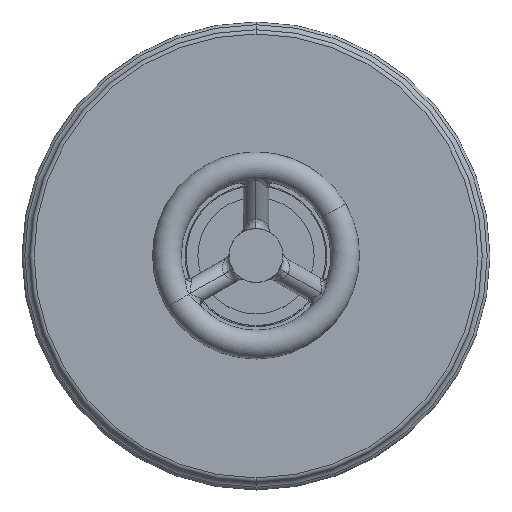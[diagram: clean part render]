
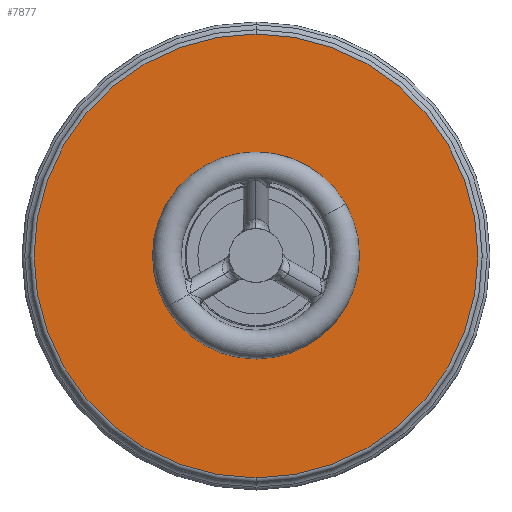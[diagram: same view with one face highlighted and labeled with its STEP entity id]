
A CAD part, top view. The second image highlights one B-rep face of the part: STEP entity #7877.
In plain terms, the highlighted planar face has unit normal (0, 0, 1).
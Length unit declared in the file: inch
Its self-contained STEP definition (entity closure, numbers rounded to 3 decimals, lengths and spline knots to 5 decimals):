
#45=CARTESIAN_POINT('',(0.,0.,0.313));
#46=DIRECTION('',(0.,0.,1.));
#47=DIRECTION('',(0.,1.,0.));
#48=AXIS2_PLACEMENT_3D('',#45,#46,#47);
#60=CARTESIAN_POINT('',(0.,0.,0.313));
#61=DIRECTION('',(0.,0.,-1.));
#62=DIRECTION('',(-1.,0.,0.));
#63=AXIS2_PLACEMENT_3D('',#60,#61,#62);
#65=CARTESIAN_POINT('',(0.,0.,0.313));
#66=DIRECTION('',(0.,0.,-1.));
#67=DIRECTION('',(1.,0.,0.));
#68=AXIS2_PLACEMENT_3D('',#65,#66,#67);
#70=CARTESIAN_POINT('',(0.,0.,0.313));
#71=DIRECTION('',(0.,0.,1.));
#72=DIRECTION('',(0.,-1.,0.));
#73=AXIS2_PLACEMENT_3D('',#70,#71,#72);
#6762=CARTESIAN_POINT('',(0.,-3.08284,0.313));
#6763=CARTESIAN_POINT('',(0.,3.08284,0.313));
#6764=VERTEX_POINT('',#6762);
#6765=VERTEX_POINT('',#6763);
#6770=CARTESIAN_POINT('',(-1.12,0.,0.313));
#6771=CARTESIAN_POINT('',(1.12,0.,0.313));
#6772=VERTEX_POINT('',#6770);
#6773=VERTEX_POINT('',#6771);
#7861=CARTESIAN_POINT('',(0.,0.,0.313));
#7862=DIRECTION('',(0.,0.,-1.));
#7863=DIRECTION('',(0.,-1.,0.));
#7864=AXIS2_PLACEMENT_3D('',#7861,#7862,#7863);
#7865=PLANE('',#7864);
#7867=ORIENTED_EDGE('',*,*,#7866,.F.);
#7868=ORIENTED_EDGE('',*,*,#7851,.F.);
#7869=EDGE_LOOP('',(#7867,#7868));
#7870=FACE_OUTER_BOUND('',#7869,.F.);
#7872=ORIENTED_EDGE('',*,*,#7871,.F.);
#7874=ORIENTED_EDGE('',*,*,#7873,.F.);
#7875=EDGE_LOOP('',(#7872,#7874));
#7876=FACE_BOUND('',#7875,.F.);
#7877=ADVANCED_FACE('',(#7870,#7876),#7865,.F.);
#49=CIRCLE('',#48,3.08284);
#64=CIRCLE('',#63,1.12);
#69=CIRCLE('',#68,1.12);
#74=CIRCLE('',#73,3.08284);
#7851=EDGE_CURVE('',#6765,#6764,#49,.T.);
#7866=EDGE_CURVE('',#6764,#6765,#74,.T.);
#7871=EDGE_CURVE('',#6772,#6773,#64,.T.);
#7873=EDGE_CURVE('',#6773,#6772,#69,.T.);
